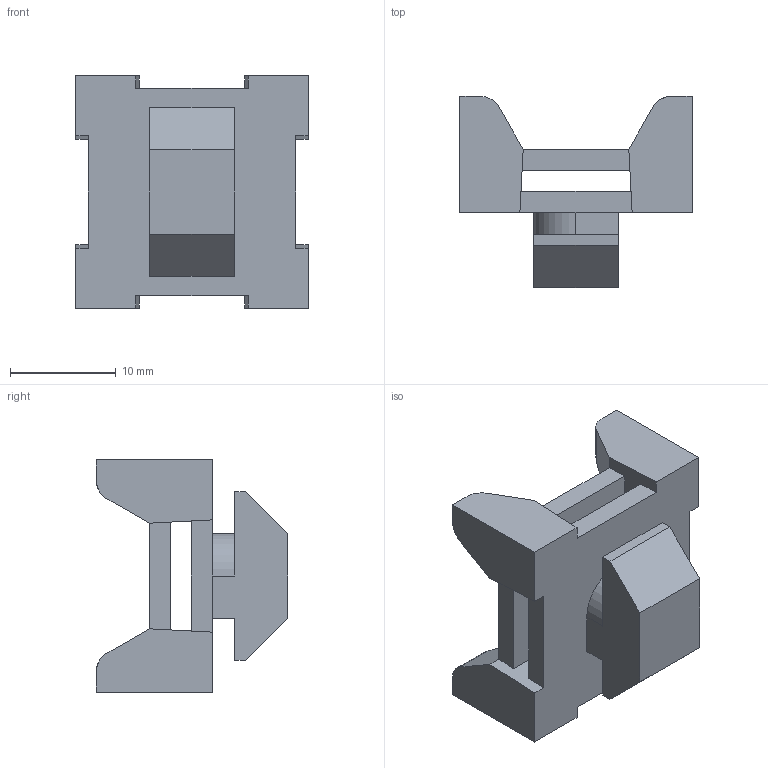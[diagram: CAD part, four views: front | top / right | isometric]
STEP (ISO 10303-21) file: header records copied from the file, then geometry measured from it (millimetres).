
FILE_DESCRIPTION(/* description */ ('STEP AP214'),/* implementation_level */ '2;1');
FILE_NAME(/* name */ '093258',/* time_stamp */ '2023-02-17T09:43:18+01:00',/* author */ ('License CC BY-ND 4.0'),/* organization */ ('CADENAS'),/* preprocessor_version */ 'ST-DEVELOPER v18.102',/* originating_system */ 'PARTsolutions',/* authorisation */ ' ');
FILE_SCHEMA (('AUTOMOTIVE_DESIGN {1 0 10303 214 3 1 1}'));
Length unit declared in the file: millimetre
Products named in the file (1): 093258
Bounding box: 22 x 18.1 x 22 mm (x, y, z)
Volume: 3067.1 mm3; surface area: 2694.4 mm2
Topology: 1 solids, 1 shells, 61 faces, 180 edges, 116 vertices
Faces by surface type: plane 51, cylinder 10
Entity records: 2036 total; most frequent: ORIENTED_EDGE 360, CARTESIAN_POINT 358, DIRECTION 320, EDGE_CURVE 180, LINE 164, VECTOR 164, VERTEX_POINT 116, AXIS2_PLACEMENT_3D 78
